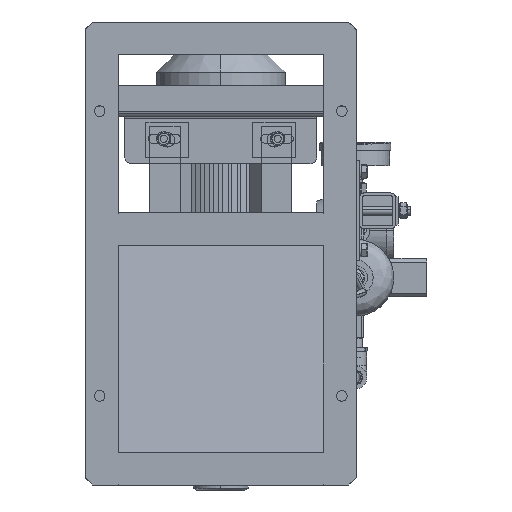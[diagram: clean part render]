
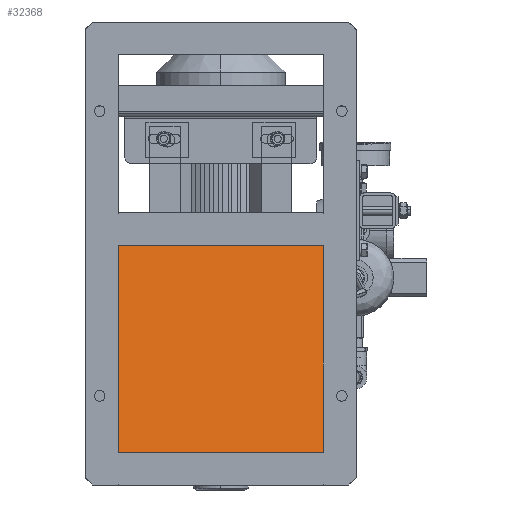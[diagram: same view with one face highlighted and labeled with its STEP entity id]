
A CAD part, front view. The second image highlights one B-rep face of the part: STEP entity #32368.
In plain terms, the highlighted planar face has unit normal (0, -0.985, 0.17).
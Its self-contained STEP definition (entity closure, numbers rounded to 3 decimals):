
#1140 = CARTESIAN_POINT ( 'NONE',  ( 144., -224.985, -78.657 ) ) ;
#2300 = ORIENTED_EDGE ( 'NONE', *, *, #65560, .F. ) ;
#3018 = EDGE_CURVE ( 'NONE', #33898, #26962, #99382, .T. ) ;
#8251 = LINE ( 'NONE', #84615, #103115 ) ;
#8564 = VERTEX_POINT ( 'NONE', #90988 ) ;
#22499 = VECTOR ( 'NONE', #34020, 1000. ) ;
#26962 = VERTEX_POINT ( 'NONE', #91658 ) ;
#27021 = DIRECTION ( 'NONE',  ( -1., 0., 0. ) ) ;
#30752 = ORIENTED_EDGE ( 'NONE', *, *, #73664, .T. ) ;
#31949 = LINE ( 'NONE', #56372, #46102 ) ;
#32368 = ADVANCED_FACE ( 'NONE', ( #44851 ), #99840, .F. ) ;
#32838 = VECTOR ( 'NONE', #27021, 1000. ) ;
#33898 = VERTEX_POINT ( 'NONE', #77230 ) ;
#34020 = DIRECTION ( 'NONE',  ( -1., 0., 0. ) ) ;
#38250 = CARTESIAN_POINT ( 'NONE',  ( -144., -174.985, 211. ) ) ;
#44851 = FACE_OUTER_BOUND ( 'NONE', #61692, .T. ) ;
#46102 = VECTOR ( 'NONE', #89674, 1000. ) ;
#53872 = DIRECTION ( 'NONE',  ( 0., 0.17, 0.985 ) ) ;
#56372 = CARTESIAN_POINT ( 'NONE',  ( -144., -224.985, -78.657 ) ) ;
#60175 = ORIENTED_EDGE ( 'NONE', *, *, #3018, .F. ) ;
#61078 = LINE ( 'NONE', #99797, #32838 ) ;
#61313 = DIRECTION ( 'NONE',  ( 0., -0.17, -0.985 ) ) ;
#61692 = EDGE_LOOP ( 'NONE', ( #95078, #30752, #60175, #2300 ) ) ;
#62455 = DIRECTION ( 'NONE',  ( 0., 0.985, -0.17 ) ) ;
#65560 = EDGE_CURVE ( 'NONE', #8564, #33898, #8251, .T. ) ;
#73664 = EDGE_CURVE ( 'NONE', #80084, #26962, #31949, .T. ) ;
#77230 = CARTESIAN_POINT ( 'NONE',  ( 144., -224.985, -78.657 ) ) ;
#80084 = VERTEX_POINT ( 'NONE', #38250 ) ;
#84615 = CARTESIAN_POINT ( 'NONE',  ( 144., -224.985, -78.657 ) ) ;
#85298 = EDGE_CURVE ( 'NONE', #8564, #80084, #61078, .T. ) ;
#89674 = DIRECTION ( 'NONE',  ( 0., -0.17, -0.985 ) ) ;
#90988 = CARTESIAN_POINT ( 'NONE',  ( 144., -174.985, 211. ) ) ;
#91658 = CARTESIAN_POINT ( 'NONE',  ( -144., -224.985, -78.657 ) ) ;
#92333 = CARTESIAN_POINT ( 'NONE',  ( 144., -224.985, -78.657 ) ) ;
#95078 = ORIENTED_EDGE ( 'NONE', *, *, #85298, .T. ) ;
#99382 = LINE ( 'NONE', #1140, #22499 ) ;
#99797 = CARTESIAN_POINT ( 'NONE',  ( 144., -174.985, 211. ) ) ;
#99840 = PLANE ( 'NONE',  #104492 ) ;
#103115 = VECTOR ( 'NONE', #61313, 1000. ) ;
#104492 = AXIS2_PLACEMENT_3D ( 'NONE', #92333, #62455, #53872 ) ;
